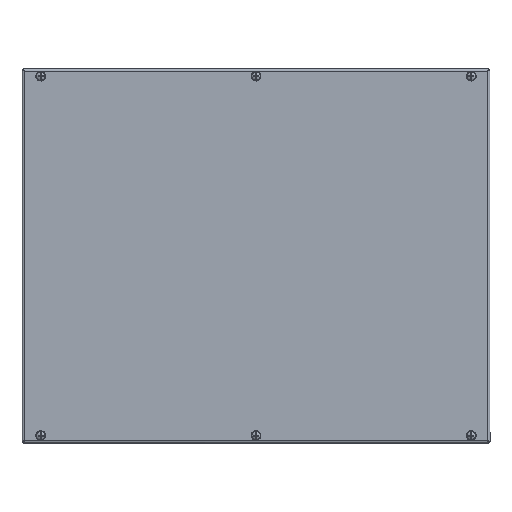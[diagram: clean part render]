
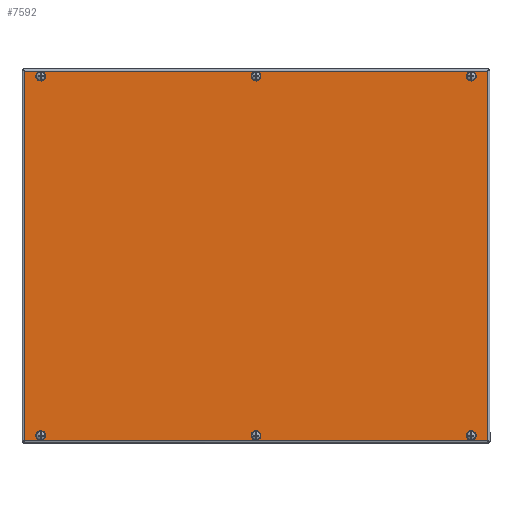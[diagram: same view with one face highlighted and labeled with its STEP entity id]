
A CAD part, top view. The second image highlights one B-rep face of the part: STEP entity #7592.
In plain terms, the highlighted face is planar.
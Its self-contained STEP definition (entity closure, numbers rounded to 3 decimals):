
#464=LINE('',#11251,#1007);
#465=LINE('',#11253,#1008);
#466=LINE('',#11255,#1009);
#467=LINE('',#11256,#1010);
#1007=VECTOR('',#9030,1000.);
#1008=VECTOR('',#9031,1000.);
#1009=VECTOR('',#9032,1000.);
#1010=VECTOR('',#9033,1000.);
#1580=PLANE('',#8145);
#2016=FACE_BOUND('',#2732,.T.);
#2017=FACE_BOUND('',#2733,.T.);
#2018=FACE_BOUND('',#2734,.T.);
#2019=FACE_BOUND('',#2735,.T.);
#2020=FACE_BOUND('',#2736,.T.);
#2021=FACE_BOUND('',#2737,.T.);
#2193=FACE_OUTER_BOUND('',#2731,.T.);
#2731=EDGE_LOOP('',(#5477,#5478,#5479,#5480));
#2732=EDGE_LOOP('',(#5481));
#2733=EDGE_LOOP('',(#5482));
#2734=EDGE_LOOP('',(#5483));
#2735=EDGE_LOOP('',(#5484));
#2736=EDGE_LOOP('',(#5485));
#2737=EDGE_LOOP('',(#5486));
#3410=CIRCLE('',#8128,4.);
#3412=CIRCLE('',#8131,4.);
#3414=CIRCLE('',#8134,4.);
#3416=CIRCLE('',#8137,4.);
#3418=CIRCLE('',#8140,4.);
#3420=CIRCLE('',#8143,4.);
#3735=VERTEX_POINT('',#11212);
#3737=VERTEX_POINT('',#11217);
#3739=VERTEX_POINT('',#11222);
#3741=VERTEX_POINT('',#11227);
#3743=VERTEX_POINT('',#11232);
#3745=VERTEX_POINT('',#11237);
#3750=VERTEX_POINT('',#11249);
#3751=VERTEX_POINT('',#11250);
#3752=VERTEX_POINT('',#11252);
#3753=VERTEX_POINT('',#11254);
#4390=EDGE_CURVE('',#3735,#3735,#3410,.T.);
#4392=EDGE_CURVE('',#3737,#3737,#3412,.T.);
#4394=EDGE_CURVE('',#3739,#3739,#3414,.T.);
#4396=EDGE_CURVE('',#3741,#3741,#3416,.T.);
#4398=EDGE_CURVE('',#3743,#3743,#3418,.T.);
#4400=EDGE_CURVE('',#3745,#3745,#3420,.T.);
#4405=EDGE_CURVE('',#3750,#3751,#464,.T.);
#4406=EDGE_CURVE('',#3751,#3752,#465,.T.);
#4407=EDGE_CURVE('',#3752,#3753,#466,.T.);
#4408=EDGE_CURVE('',#3753,#3750,#467,.T.);
#5477=ORIENTED_EDGE('',*,*,#4405,.T.);
#5478=ORIENTED_EDGE('',*,*,#4406,.T.);
#5479=ORIENTED_EDGE('',*,*,#4407,.T.);
#5480=ORIENTED_EDGE('',*,*,#4408,.T.);
#5481=ORIENTED_EDGE('',*,*,#4390,.F.);
#5482=ORIENTED_EDGE('',*,*,#4392,.F.);
#5483=ORIENTED_EDGE('',*,*,#4394,.F.);
#5484=ORIENTED_EDGE('',*,*,#4396,.F.);
#5485=ORIENTED_EDGE('',*,*,#4398,.F.);
#5486=ORIENTED_EDGE('',*,*,#4400,.F.);
#7592=ADVANCED_FACE('',(#2193,#2016,#2017,#2018,#2019,#2020,#2021),#1580,
 .F.);
#8128=AXIS2_PLACEMENT_3D('',#11213,#8990,#8991);
#8131=AXIS2_PLACEMENT_3D('',#11218,#8996,#8997);
#8134=AXIS2_PLACEMENT_3D('',#11223,#9002,#9003);
#8137=AXIS2_PLACEMENT_3D('',#11228,#9008,#9009);
#8140=AXIS2_PLACEMENT_3D('',#11233,#9014,#9015);
#8143=AXIS2_PLACEMENT_3D('',#11238,#9020,#9021);
#8145=AXIS2_PLACEMENT_3D('',#11248,#9028,#9029);
#8990=DIRECTION('center_axis',(0.,0.,-1.));
#8991=DIRECTION('ref_axis',(-1.,0.,0.));
#8996=DIRECTION('center_axis',(0.,0.,-1.));
#8997=DIRECTION('ref_axis',(-1.,0.,0.));
#9002=DIRECTION('center_axis',(0.,0.,-1.));
#9003=DIRECTION('ref_axis',(1.,0.,0.));
#9008=DIRECTION('center_axis',(0.,0.,-1.));
#9009=DIRECTION('ref_axis',(-1.,0.,0.));
#9014=DIRECTION('center_axis',(0.,0.,-1.));
#9015=DIRECTION('ref_axis',(1.,0.,0.));
#9020=DIRECTION('center_axis',(0.,0.,-1.));
#9021=DIRECTION('ref_axis',(-1.,0.,0.));
#9028=DIRECTION('center_axis',(0.,0.,1.));
#9029=DIRECTION('ref_axis',(1.,0.,0.));
#9030=DIRECTION('',(-1.,0.,0.));
#9031=DIRECTION('',(0.,1.,0.));
#9032=DIRECTION('',(1.,0.,0.));
#9033=DIRECTION('',(0.,-1.,0.));
#11212=CARTESIAN_POINT('',(-4.,-192.,0.));
#11213=CARTESIAN_POINT('Origin',(0.,-192.,0.));
#11217=CARTESIAN_POINT('',(-4.,192.,0.));
#11218=CARTESIAN_POINT('Origin',(0.,192.,0.));
#11222=CARTESIAN_POINT('',(226.,-192.,0.));
#11223=CARTESIAN_POINT('Origin',(230.,-192.,0.));
#11227=CARTESIAN_POINT('',(-234.,-192.,0.));
#11228=CARTESIAN_POINT('Origin',(-230.,-192.,0.));
#11232=CARTESIAN_POINT('',(-234.,192.,0.));
#11233=CARTESIAN_POINT('Origin',(-230.,192.,0.));
#11237=CARTESIAN_POINT('',(226.,192.,0.));
#11238=CARTESIAN_POINT('Origin',(230.,192.,0.));
#11248=CARTESIAN_POINT('Origin',(-250.,200.,0.));
#11249=CARTESIAN_POINT('',(247.5,-197.5,0.));
#11250=CARTESIAN_POINT('',(-247.5,-197.5,0.));
#11251=CARTESIAN_POINT('',(248.743,-197.5,0.));
#11252=CARTESIAN_POINT('',(-247.5,197.5,0.));
#11253=CARTESIAN_POINT('',(-247.5,-198.743,0.));
#11254=CARTESIAN_POINT('',(247.5,197.5,0.));
#11255=CARTESIAN_POINT('',(-248.743,197.5,0.));
#11256=CARTESIAN_POINT('',(247.5,198.743,0.));
